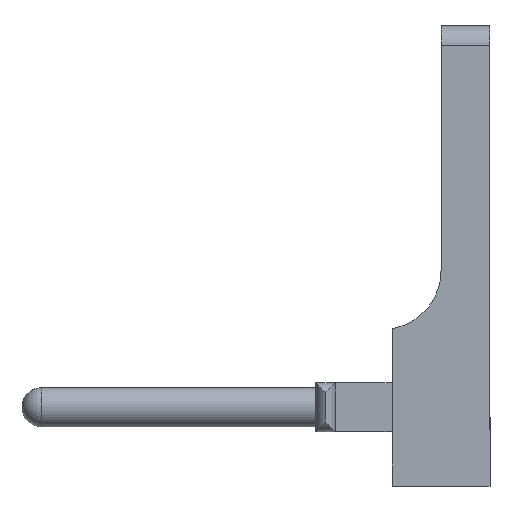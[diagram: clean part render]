
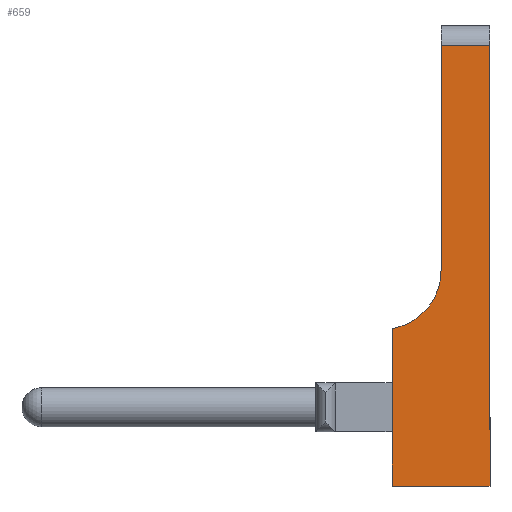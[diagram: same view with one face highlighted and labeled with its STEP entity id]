
A CAD part, front view. The second image highlights one B-rep face of the part: STEP entity #659.
In plain terms, the highlighted planar face has unit normal (0, -1, 0).
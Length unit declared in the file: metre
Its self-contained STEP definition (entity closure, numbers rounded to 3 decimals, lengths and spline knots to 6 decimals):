
#51=CIRCLE('',#731,0.006);
#89=ORIENTED_EDGE('',*,*,#251,.F.);
#90=ORIENTED_EDGE('',*,*,#266,.T.);
#91=ORIENTED_EDGE('',*,*,#267,.T.);
#92=ORIENTED_EDGE('',*,*,#268,.T.);
#93=ORIENTED_EDGE('',*,*,#269,.T.);
#94=ORIENTED_EDGE('',*,*,#259,.T.);
#251=EDGE_CURVE('',#341,#342,#399,.T.);
#259=EDGE_CURVE('',#349,#342,#407,.T.);
#266=EDGE_CURVE('',#341,#353,#414,.F.);
#267=EDGE_CURVE('',#353,#354,#415,.T.);
#268=EDGE_CURVE('',#354,#355,#51,.F.);
#269=EDGE_CURVE('',#355,#349,#416,.T.);
#341=VERTEX_POINT('',#1011);
#342=VERTEX_POINT('',#1013);
#349=VERTEX_POINT('',#1029);
#353=VERTEX_POINT('',#1042);
#354=VERTEX_POINT('',#1044);
#355=VERTEX_POINT('',#1046);
#399=LINE('',#1012,#467);
#407=LINE('',#1028,#475);
#414=LINE('',#1041,#482);
#415=LINE('',#1043,#483);
#416=LINE('',#1047,#484);
#467=VECTOR('',#805,1.);
#475=VECTOR('',#815,1.);
#482=VECTOR('',#826,1.);
#483=VECTOR('',#827,1.);
#484=VECTOR('',#830,1.);
#533=EDGE_LOOP('',(#89,#90,#91,#92,#93,#94));
#585=FACE_BOUND('',#533,.T.);
#636=PLANE('',#730);
#659=ADVANCED_FACE('',(#585),#636,.T.);
#730=AXIS2_PLACEMENT_3D('',#1040,#824,#825);
#731=AXIS2_PLACEMENT_3D('',#1045,#828,#829);
#805=DIRECTION('',(0.,0.,-1.));
#815=DIRECTION('',(1.,0.,0.));
#824=DIRECTION('',(0.,-1.,0.));
#825=DIRECTION('',(0.,0.,-1.));
#826=DIRECTION('',(1.,0.,0.));
#827=DIRECTION('',(0.,0.,-1.));
#828=DIRECTION('',(0.,-1.,0.));
#829=DIRECTION('',(0.,0.,-1.));
#830=DIRECTION('',(0.,0.,-1.));
#1011=CARTESIAN_POINT('',(-0.005139,-0.0095,0.0514));
#1012=CARTESIAN_POINT('',(-0.005139,-0.0095,0.0379));
#1013=CARTESIAN_POINT('',(-0.005139,-0.0095,0.0064));
#1028=CARTESIAN_POINT('',(-0.015139,-0.0095,0.0064));
#1029=CARTESIAN_POINT('',(-0.015139,-0.0095,0.0064));
#1040=CARTESIAN_POINT('',(-0.010139,-0.0095,0.0379));
#1041=CARTESIAN_POINT('',(-0.010139,-0.0095,0.0514));
#1042=CARTESIAN_POINT('',(-0.010139,-0.0095,0.0514));
#1043=CARTESIAN_POINT('',(-0.010139,-0.0095,0.0379));
#1044=CARTESIAN_POINT('',(-0.010139,-0.0095,0.0284));
#1045=CARTESIAN_POINT('',(-0.016139,-0.0095,0.0284));
#1046=CARTESIAN_POINT('',(-0.015139,-0.0095,0.022484));
#1047=CARTESIAN_POINT('',(-0.015139,-0.0095,0.0144));
